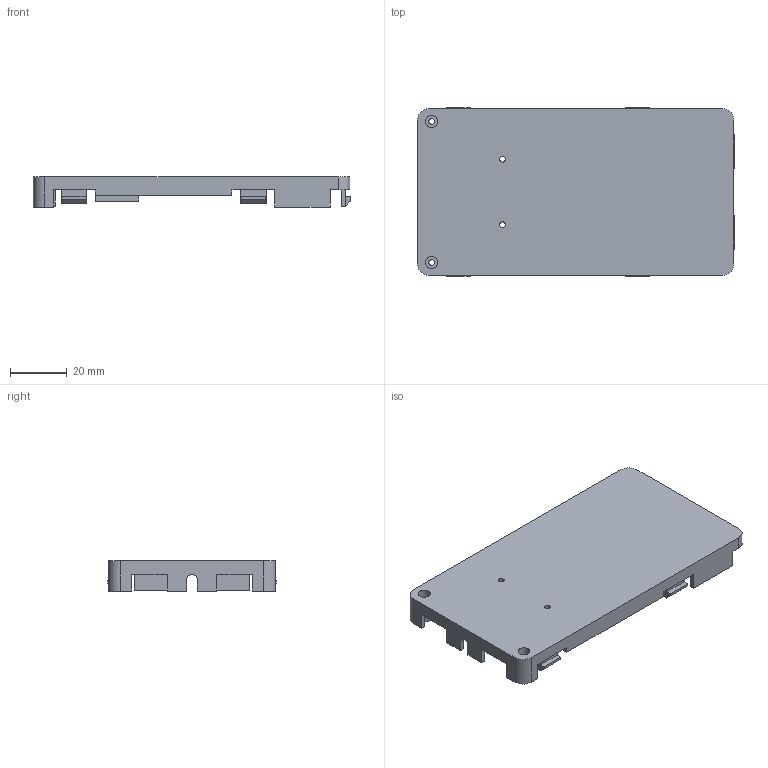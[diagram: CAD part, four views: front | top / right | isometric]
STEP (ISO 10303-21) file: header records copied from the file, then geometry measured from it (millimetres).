
FILE_DESCRIPTION (( 'STEP AP214' ), '1' );
FILE_NAME ('綴褲极.STEP', '2025-03-09T04:36:43', ( '' ), ( '' ), 'SwSTEP 2.0', 'SolidWorks 2024', '' );
FILE_SCHEMA (( 'AUTOMOTIVE_DESIGN' ));
Length unit declared in the file: millimetre
Products named in the file (1): 后壳体
Bounding box: 111.79 x 59.31 x 10.6 mm (x, y, z)
Volume: 13106.3 mm3; surface area: 18656 mm2
Topology: 1 solids, 1 shells, 160 faces, 428 edges, 280 vertices
Faces by surface type: plane 133, cylinder 27
Entity records: 4957 total; most frequent: CARTESIAN_POINT 869, ORIENTED_EDGE 856, DIRECTION 804, EDGE_CURVE 428, LINE 374, VECTOR 374, VERTEX_POINT 280, AXIS2_PLACEMENT_3D 215
